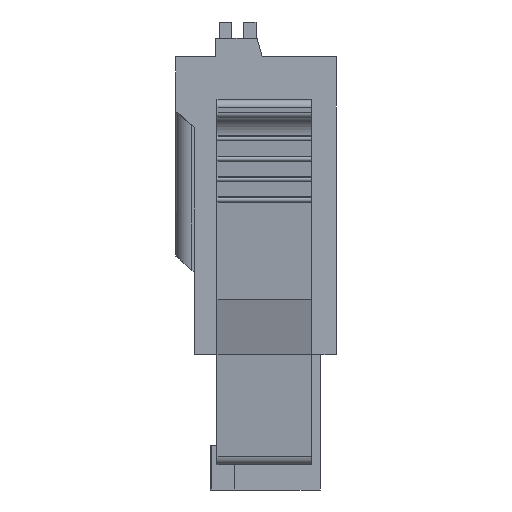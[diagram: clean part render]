
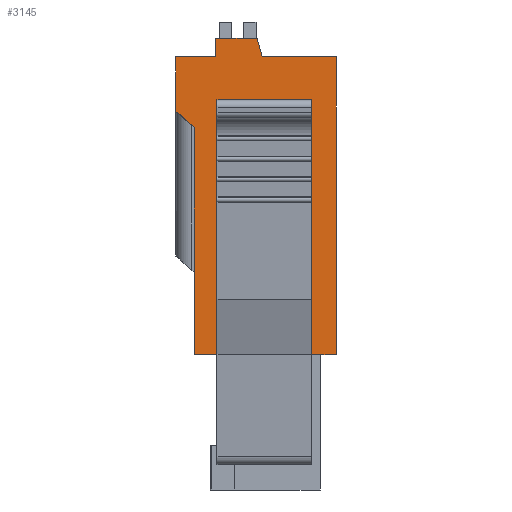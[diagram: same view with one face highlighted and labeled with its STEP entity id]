
A CAD part, left-side view. The second image highlights one B-rep face of the part: STEP entity #3145.
In plain terms, the highlighted planar face has unit normal (-1, 0, 0).
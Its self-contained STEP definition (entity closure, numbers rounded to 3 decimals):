
#3145 = ADVANCED_FACE( '', ( #6335, #6336 ), #6337, .F. );
#6335 = FACE_OUTER_BOUND( '', #9584, .T. );
#6336 = FACE_BOUND( '', #9585, .T. );
#6337 = PLANE( '', #9586 );
#9584 = EDGE_LOOP( '', ( #19102, #19103, #19104, #19105, #19106, #19107, #19108, #19109, #19110, #19111 ) );
#9585 = EDGE_LOOP( '', ( #19112, #19113, #19114, #19115 ) );
#9586 = AXIS2_PLACEMENT_3D( '', #19116, #19117, #19118 );
#19102 = ORIENTED_EDGE( '', *, *, #23874, .F. );
#19103 = ORIENTED_EDGE( '', *, *, #22833, .F. );
#19104 = ORIENTED_EDGE( '', *, *, #23289, .F. );
#19105 = ORIENTED_EDGE( '', *, *, #22675, .F. );
#19106 = ORIENTED_EDGE( '', *, *, #21440, .F. );
#19107 = ORIENTED_EDGE( '', *, *, #22744, .F. );
#19108 = ORIENTED_EDGE( '', *, *, #23637, .F. );
#19109 = ORIENTED_EDGE( '', *, *, #24305, .F. );
#19110 = ORIENTED_EDGE( '', *, *, #22906, .F. );
#19111 = ORIENTED_EDGE( '', *, *, #24077, .F. );
#19112 = ORIENTED_EDGE( '', *, *, #24082, .F. );
#19113 = ORIENTED_EDGE( '', *, *, #24133, .T. );
#19114 = ORIENTED_EDGE( '', *, *, #21580, .T. );
#19115 = ORIENTED_EDGE( '', *, *, #23388, .F. );
#19116 = CARTESIAN_POINT( '', ( -10.85, 0., 0. ) );
#19117 = DIRECTION( '', ( 1., 0., 0. ) );
#19118 = DIRECTION( '', ( 0., 0., -1. ) );
#21440 = EDGE_CURVE( '', #26402, #26398, #26404, .T. );
#21580 = EDGE_CURVE( '', #26575, #26646, #26648, .T. );
#22675 = EDGE_CURVE( '', #26398, #28395, #28398, .T. );
#22744 = EDGE_CURVE( '', #28491, #26402, #28493, .T. );
#22833 = EDGE_CURVE( '', #28624, #28626, #28627, .T. );
#22906 = EDGE_CURVE( '', #28740, #28742, #28743, .T. );
#23289 = EDGE_CURVE( '', #28395, #28624, #29282, .T. );
#23388 = EDGE_CURVE( '', #29410, #26646, #29412, .T. );
#23637 = EDGE_CURVE( '', #29722, #28491, #29724, .T. );
#23874 = EDGE_CURVE( '', #28626, #30020, #30021, .T. );
#24077 = EDGE_CURVE( '', #30020, #28740, #30260, .T. );
#24082 = EDGE_CURVE( '', #30265, #29410, #30267, .T. );
#24133 = EDGE_CURVE( '', #30265, #26575, #30328, .T. );
#24305 = EDGE_CURVE( '', #28742, #29722, #30514, .T. );
#26398 = VERTEX_POINT( '', #33464 );
#26402 = VERTEX_POINT( '', #33470 );
#26404 = LINE( '', #33473, #33474 );
#26575 = VERTEX_POINT( '', #33719 );
#26646 = VERTEX_POINT( '', #33814 );
#26648 = LINE( '', #33816, #33817 );
#28395 = VERTEX_POINT( '', #36453 );
#28398 = LINE( '', #36458, #36459 );
#28491 = VERTEX_POINT( '', #36603 );
#28493 = LINE( '', #36606, #36607 );
#28624 = VERTEX_POINT( '', #36790 );
#28626 = VERTEX_POINT( '', #36793 );
#28627 = LINE( '', #36794, #36795 );
#28740 = VERTEX_POINT( '', #36970 );
#28742 = VERTEX_POINT( '', #36973 );
#28743 = LINE( '', #36974, #36975 );
#29282 = LINE( '', #37797, #37798 );
#29410 = VERTEX_POINT( '', #37979 );
#29412 = LINE( '', #37981, #37982 );
#29722 = VERTEX_POINT( '', #38483 );
#29724 = LINE( '', #38486, #38487 );
#30020 = VERTEX_POINT( '', #38950 );
#30021 = LINE( '', #38951, #38952 );
#30260 = LINE( '', #39309, #39310 );
#30265 = VERTEX_POINT( '', #39317 );
#30267 = LINE( '', #39319, #39320 );
#30328 = LINE( '', #39405, #39406 );
#30514 = LINE( '', #39706, #39707 );
#33464 = CARTESIAN_POINT( '', ( -10.85, 1.95, 8.15 ) );
#33470 = CARTESIAN_POINT( '', ( -10.85, 1.95, 7.25 ) );
#33473 = CARTESIAN_POINT( '', ( -10.85, 1.95, 7.25 ) );
#33474 = VECTOR( '', #41219, 1000. );
#33719 = CARTESIAN_POINT( '', ( -10.85, 1.9, -4.31 ) );
#33814 = CARTESIAN_POINT( '', ( -10.85, 1.9, -2.97 ) );
#33816 = CARTESIAN_POINT( '', ( -10.85, 1.9, -4.31 ) );
#33817 = VECTOR( '', #41387, 1000. );
#36453 = CARTESIAN_POINT( '', ( -10.85, -0.05, 8.15 ) );
#36458 = CARTESIAN_POINT( '', ( -10.85, 1.95, 8.15 ) );
#36459 = VECTOR( '', #42494, 1000. );
#36603 = CARTESIAN_POINT( '', ( -10.85, 3.9, 7.25 ) );
#36606 = CARTESIAN_POINT( '', ( -10.85, 3.9, 7.25 ) );
#36607 = VECTOR( '', #42553, 1000. );
#36790 = CARTESIAN_POINT( '', ( -10.85, -0.3, 7.25 ) );
#36793 = CARTESIAN_POINT( '', ( -10.85, -3.9, 7.25 ) );
#36794 = CARTESIAN_POINT( '', ( -10.85, -0.3, 7.25 ) );
#36795 = VECTOR( '', #42649, 1000. );
#36970 = CARTESIAN_POINT( '', ( -10.85, 3., -7.25 ) );
#36973 = CARTESIAN_POINT( '', ( -10.85, 3., 3.8 ) );
#36974 = CARTESIAN_POINT( '', ( -10.85, 3., -7.25 ) );
#36975 = VECTOR( '', #42725, 1000. );
#37797 = CARTESIAN_POINT( '', ( -10.85, -0.05, 8.15 ) );
#37798 = VECTOR( '', #43073, 1000. );
#37979 = CARTESIAN_POINT( '', ( -10.85, -2.7, -2.97 ) );
#37981 = CARTESIAN_POINT( '', ( -10.85, -2.7, -2.97 ) );
#37982 = VECTOR( '', #43172, 1000. );
#38483 = CARTESIAN_POINT( '', ( -10.85, 3.9, 4.6 ) );
#38486 = CARTESIAN_POINT( '', ( -10.85, 3.9, 4.6 ) );
#38487 = VECTOR( '', #43375, 1000. );
#38950 = CARTESIAN_POINT( '', ( -10.85, -3.9, -7.25 ) );
#38951 = CARTESIAN_POINT( '', ( -10.85, -3.9, 7.25 ) );
#38952 = VECTOR( '', #43577, 1000. );
#39309 = CARTESIAN_POINT( '', ( -10.85, -3.9, -7.25 ) );
#39310 = VECTOR( '', #43729, 1000. );
#39317 = CARTESIAN_POINT( '', ( -10.85, -2.7, -4.31 ) );
#39319 = CARTESIAN_POINT( '', ( -10.85, -2.7, -4.31 ) );
#39320 = VECTOR( '', #43735, 1000. );
#39405 = CARTESIAN_POINT( '', ( -10.85, -2.7, -4.31 ) );
#39406 = VECTOR( '', #43787, 1000. );
#39706 = CARTESIAN_POINT( '', ( -10.85, 3., 3.8 ) );
#39707 = VECTOR( '', #43893, 1000. );
#41219 = DIRECTION( '', ( 0., 0., 1. ) );
#41387 = DIRECTION( '', ( 0., 0., 1. ) );
#42494 = DIRECTION( '', ( 0., -1., 0. ) );
#42553 = DIRECTION( '', ( 0., -1., 0. ) );
#42649 = DIRECTION( '', ( 0., -1., 0. ) );
#42725 = DIRECTION( '', ( 0., 0., 1. ) );
#43073 = DIRECTION( '', ( 0., -0.268, -0.964 ) );
#43172 = DIRECTION( '', ( 0., 1., 0. ) );
#43375 = DIRECTION( '', ( 0., 0., 1. ) );
#43577 = DIRECTION( '', ( 0., 0., -1. ) );
#43729 = DIRECTION( '', ( 0., 1., 0. ) );
#43735 = DIRECTION( '', ( 0., 0., 1. ) );
#43787 = DIRECTION( '', ( 0., 1., 0. ) );
#43893 = DIRECTION( '', ( 0., 0.747, 0.664 ) );
